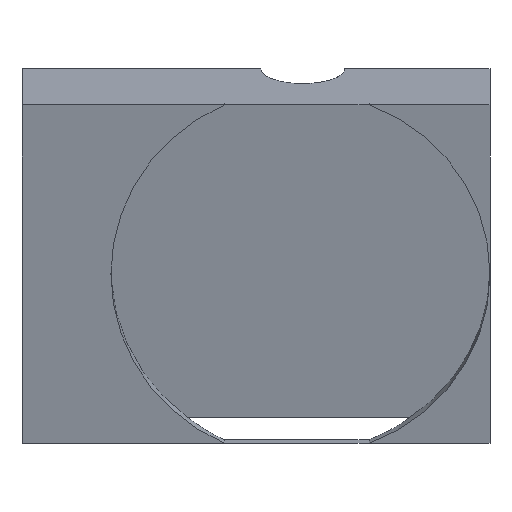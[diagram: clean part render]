
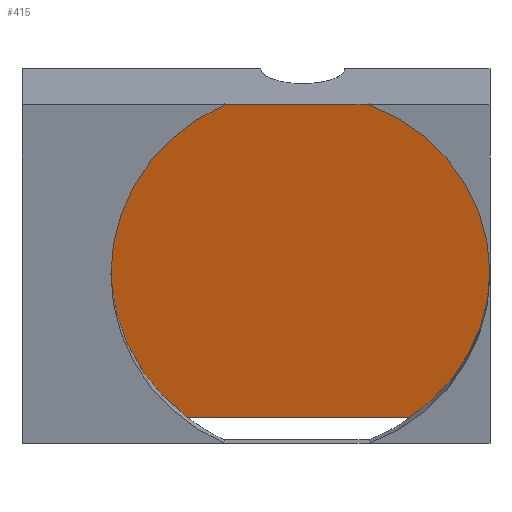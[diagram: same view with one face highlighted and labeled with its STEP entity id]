
A CAD part, left-side view. The second image highlights one B-rep face of the part: STEP entity #415.
In plain terms, the highlighted planar face has unit normal (-0.966, 0, -0.259).
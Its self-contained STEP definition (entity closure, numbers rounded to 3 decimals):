
#15=CIRCLE('',#453,10.25);
#18=CIRCLE('',#459,10.);
#19=CIRCLE('',#460,10.);
#44=FACE_OUTER_BOUND('',#69,.T.);
#69=EDGE_LOOP('',(#289,#290,#291,#292,#293));
#102=LINE('',#661,#145);
#103=LINE('',#666,#146);
#145=VECTOR('',#525,10.);
#146=VECTOR('',#530,10.);
#185=VERTEX_POINT('',#645);
#186=VERTEX_POINT('',#647);
#190=VERTEX_POINT('',#660);
#191=VERTEX_POINT('',#662);
#192=VERTEX_POINT('',#664);
#220=EDGE_CURVE('',#185,#186,#15,.T.);
#226=EDGE_CURVE('',#190,#185,#102,.T.);
#227=EDGE_CURVE('',#191,#190,#18,.T.);
#228=EDGE_CURVE('',#192,#191,#19,.T.);
#229=EDGE_CURVE('',#186,#192,#103,.T.);
#289=ORIENTED_EDGE('',*,*,#226,.F.);
#290=ORIENTED_EDGE('',*,*,#227,.F.);
#291=ORIENTED_EDGE('',*,*,#228,.F.);
#292=ORIENTED_EDGE('',*,*,#229,.F.);
#293=ORIENTED_EDGE('',*,*,#220,.F.);
#396=PLANE('',#458);
#415=ADVANCED_FACE('',(#44),#396,.T.);
#453=AXIS2_PLACEMENT_3D('',#648,#510,#511);
#458=AXIS2_PLACEMENT_3D('',#659,#523,#524);
#459=AXIS2_PLACEMENT_3D('',#663,#526,#527);
#460=AXIS2_PLACEMENT_3D('',#665,#528,#529);
#510=DIRECTION('center_axis',(0.966,0.,0.259));
#511=DIRECTION('ref_axis',(0.,-1.,0.));
#523=DIRECTION('center_axis',(-0.966,0.,-0.259));
#524=DIRECTION('ref_axis',(0.,-1.,0.));
#525=DIRECTION('',(0.,1.,0.));
#526=DIRECTION('center_axis',(0.966,0.,0.259));
#527=DIRECTION('ref_axis',(0.,-1.,0.));
#528=DIRECTION('center_axis',(0.966,0.,0.259));
#529=DIRECTION('ref_axis',(0.,-1.,0.));
#530=DIRECTION('',(0.,-1.,0.));
#645=CARTESIAN_POINT('',(2.5,16.15,1.372));
#647=CARTESIAN_POINT('',(-2.043,14.194,18.327));
#648=CARTESIAN_POINT('Origin',(0.378,10.,9.293));
#659=CARTESIAN_POINT('Origin',(0.378,10.,9.293));
#660=CARTESIAN_POINT('',(2.5,4.276,1.372));
#661=CARTESIAN_POINT('',(2.5,10.,1.372));
#662=CARTESIAN_POINT('',(0.378,0.,9.293));
#663=CARTESIAN_POINT('Origin',(0.378,10.,9.293));
#664=CARTESIAN_POINT('',(-2.043,6.461,18.327));
#665=CARTESIAN_POINT('Origin',(0.378,10.,9.293));
#666=CARTESIAN_POINT('',(-2.043,0.,18.327));
